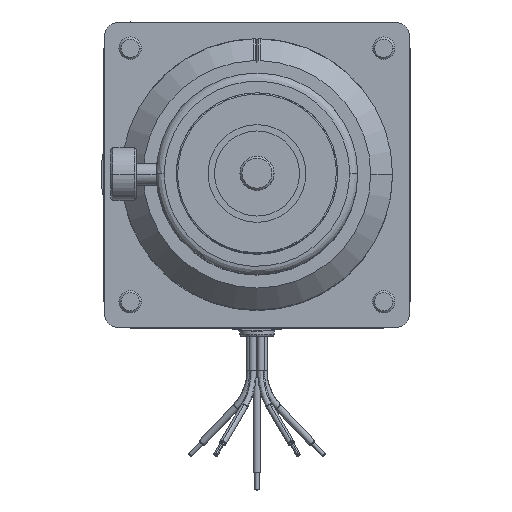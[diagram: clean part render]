
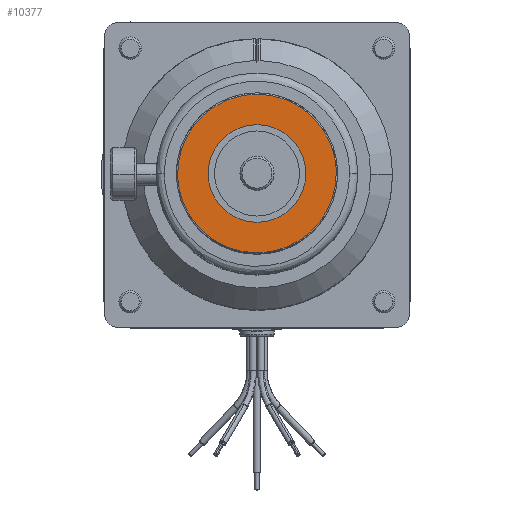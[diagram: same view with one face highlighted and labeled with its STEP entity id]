
A CAD part, top view. The second image highlights one B-rep face of the part: STEP entity #10377.
In plain terms, the highlighted planar face has unit normal (0, 0, 1).
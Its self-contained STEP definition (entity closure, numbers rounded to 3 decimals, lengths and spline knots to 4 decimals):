
#1439 = CARTESIAN_POINT ( 'NONE',  ( 0., 0., 0. ) ) ;
#1441 = DIRECTION ( 'NONE',  ( 0., 0., -1. ) ) ;
#1443 = DIRECTION ( 'NONE',  ( -1., 0., 0. ) ) ;
#10377 = ADVANCED_FACE ( 'NONE', ( #70287, #70291 ), #65877, .T. ) ;
#12793 = CARTESIAN_POINT ( 'NONE',  ( -1.4732, 0., 0. ) ) ;
#13555 = CARTESIAN_POINT ( 'NONE',  ( 1.4732, 0., 0. ) ) ;
#15245 = CARTESIAN_POINT ( 'NONE',  ( 1.4732, -2.9464, 0. ) ) ;
#15269 = CARTESIAN_POINT ( 'NONE',  ( 1.4732, 0., 0. ) ) ;
#15271 = CARTESIAN_POINT ( 'NONE',  ( -1.4732, -2.9464, 0. ) ) ;
#15272 = CARTESIAN_POINT ( 'NONE',  ( -1.4732, 0., 0. ) ) ;
#16567 = ORIENTED_EDGE ( 'NONE', *, *, #60499, .T. ) ;
#16698 = ORIENTED_EDGE ( 'NONE', *, *, #60848, .F. ) ;
#16819 = ORIENTED_EDGE ( 'NONE', *, *, #56329, .F. ) ;
#16855 = ORIENTED_EDGE ( 'NONE', *, *, #32228, .T. ) ;
#25698 = CARTESIAN_POINT ( 'NONE',  ( -1.4732, 0., 0. ) ) ;
#25705 = CARTESIAN_POINT ( 'NONE',  ( -1.4732, 2.9464, 0. ) ) ;
#25709 = CARTESIAN_POINT ( 'NONE',  ( 1.4732, 2.9464, 0. ) ) ;
#25710 = CARTESIAN_POINT ( 'NONE',  ( 1.4732, 0., 0. ) ) ;
#28540 = CARTESIAN_POINT ( 'NONE',  ( 0.908, 0., 0. ) ) ;
#28544 = CARTESIAN_POINT ( 'NONE',  ( -0.908, 0., 0. ) ) ;
#30473 = CARTESIAN_POINT ( 'NONE',  ( 0., 0., 0. ) ) ;
#30474 = DIRECTION ( 'NONE',  ( 0., 0., -1. ) ) ;
#30475 = DIRECTION ( 'NONE',  ( -1., 0., 0. ) ) ;
#30704 = CIRCLE ( 'NONE', #43974, 0.908 ) ;
#32228 = EDGE_CURVE ( 'NONE', #53950, #53952, #30704, .T. ) ;
#39242 = VERTEX_POINT ( 'NONE', #12793 ) ;
#43371 = AXIS2_PLACEMENT_3D ( 'NONE', #65876, #65883, #65884 ) ;
#43974 = AXIS2_PLACEMENT_3D ( 'NONE', #1439, #1441, #1443 ) ;
#46493 =( BOUNDED_CURVE ( )  B_SPLINE_CURVE ( 3, ( #15269, #15245, #15271, #15272 ),
 .UNSPECIFIED., .F., .T. ) 
 B_SPLINE_CURVE_WITH_KNOTS ( ( 4, 4 ),
 ( 0.5, 1. ),
 .UNSPECIFIED. ) 
 CURVE ( )  GEOMETRIC_REPRESENTATION_ITEM ( )  RATIONAL_B_SPLINE_CURVE ( ( 1., 0.333, 0.333, 1. ) ) 
 REPRESENTATION_ITEM ( '' )  );
#46659 =( BOUNDED_CURVE ( )  B_SPLINE_CURVE ( 3, ( #25698, #25705, #25709, #25710 ),
 .UNSPECIFIED., .F., .T. ) 
 B_SPLINE_CURVE_WITH_KNOTS ( ( 4, 4 ),
 ( 0., 0.5 ),
 .UNSPECIFIED. ) 
 CURVE ( )  GEOMETRIC_REPRESENTATION_ITEM ( )  RATIONAL_B_SPLINE_CURVE ( ( 1., 0.333, 0.333, 1. ) ) 
 REPRESENTATION_ITEM ( '' )  );
#50079 = AXIS2_PLACEMENT_3D ( 'NONE', #30473, #30474, #30475 ) ;
#50221 = EDGE_LOOP ( 'NONE', ( #16567, #16855 ) ) ;
#50297 = EDGE_LOOP ( 'NONE', ( #16819, #16698 ) ) ;
#53711 = VERTEX_POINT ( 'NONE', #13555 ) ;
#53950 = VERTEX_POINT ( 'NONE', #28540 ) ;
#53952 = VERTEX_POINT ( 'NONE', #28544 ) ;
#56329 = EDGE_CURVE ( 'NONE', #39242, #53711, #46659, .T. ) ;
#57468 = CIRCLE ( 'NONE', #50079, 0.908 ) ;
#60499 = EDGE_CURVE ( 'NONE', #53952, #53950, #57468, .T. ) ;
#60848 = EDGE_CURVE ( 'NONE', #53711, #39242, #46493, .T. ) ;
#65876 = CARTESIAN_POINT ( 'NONE',  ( -0.8522, 0., 0. ) ) ;
#65877 = PLANE ( 'NONE',  #43371 ) ;
#65883 = DIRECTION ( 'NONE',  ( 0., 0., 1. ) ) ;
#65884 = DIRECTION ( 'NONE',  ( 1., 0., 0. ) ) ;
#70287 = FACE_OUTER_BOUND ( 'NONE', #50297, .T. ) ;
#70291 = FACE_BOUND ( 'NONE', #50221, .T. ) ;
